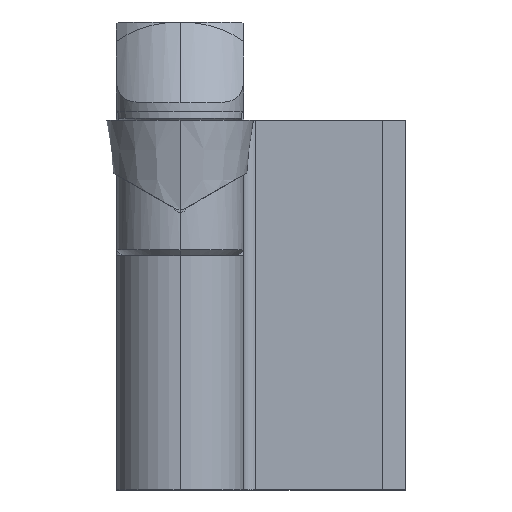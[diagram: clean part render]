
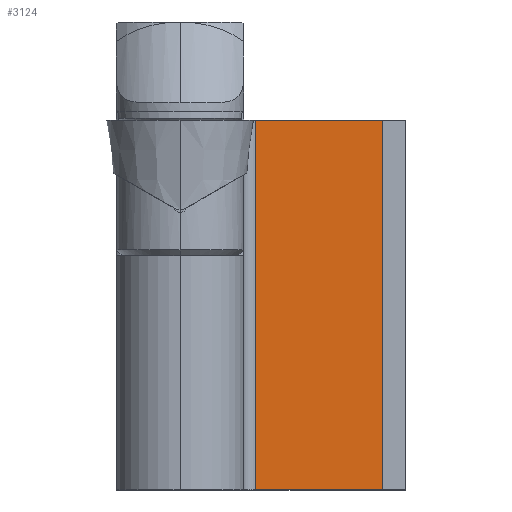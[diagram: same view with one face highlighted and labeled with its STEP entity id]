
A CAD part, left-side view. The second image highlights one B-rep face of the part: STEP entity #3124.
In plain terms, the highlighted planar face has unit normal (-1, 0, 0).
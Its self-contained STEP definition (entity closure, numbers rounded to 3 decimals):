
#26 = ORIENTED_EDGE ( 'NONE', *, *, #426, .T. ) ;
#217 = LINE ( 'NONE', #2043, #9222 ) ;
#415 = VERTEX_POINT ( 'NONE', #9044 ) ;
#426 = EDGE_CURVE ( 'NONE', #3556, #415, #8619, .T. ) ;
#561 = VECTOR ( 'NONE', #6286, 1000. ) ;
#1310 = AXIS2_PLACEMENT_3D ( 'NONE', #2538, #5354, #6142 ) ;
#1650 = VECTOR ( 'NONE', #9101, 1000. ) ;
#2043 = CARTESIAN_POINT ( 'NONE',  ( 38.5, 0.5, 219.478 ) ) ;
#2446 = LINE ( 'NONE', #6096, #561 ) ;
#2538 = CARTESIAN_POINT ( 'NONE',  ( 38.5, 0.5, 219.478 ) ) ;
#3124 = ADVANCED_FACE ( 'NONE', ( #6232 ), #3329, .T. ) ;
#3329 = PLANE ( 'NONE',  #1310 ) ;
#3455 = ORIENTED_EDGE ( 'NONE', *, *, #7824, .F. ) ;
#3483 = VERTEX_POINT ( 'NONE', #4075 ) ;
#3556 = VERTEX_POINT ( 'NONE', #5584 ) ;
#4075 = CARTESIAN_POINT ( 'NONE',  ( 38.5, 0.5, 0. ) ) ;
#4482 = ORIENTED_EDGE ( 'NONE', *, *, #4882, .T. ) ;
#4488 = ORIENTED_EDGE ( 'NONE', *, *, #4833, .F. ) ;
#4833 = EDGE_CURVE ( 'NONE', #5618, #415, #2446, .T. ) ;
#4841 = DIRECTION ( 'NONE',  ( 0., 0., -1. ) ) ;
#4882 = EDGE_CURVE ( 'NONE', #3483, #3556, #217, .T. ) ;
#4916 = EDGE_LOOP ( 'NONE', ( #26, #4488, #3455, #4482 ) ) ;
#4988 = LINE ( 'NONE', #7304, #6624 ) ;
#5354 = DIRECTION ( 'NONE',  ( -1., 0., 0. ) ) ;
#5584 = CARTESIAN_POINT ( 'NONE',  ( 38.5, 0.5, -32. ) ) ;
#5618 = VERTEX_POINT ( 'NONE', #6225 ) ;
#6096 = CARTESIAN_POINT ( 'NONE',  ( 38.5, -10.5, 219.478 ) ) ;
#6142 = DIRECTION ( 'NONE',  ( 0., 0., 1. ) ) ;
#6225 = CARTESIAN_POINT ( 'NONE',  ( 38.5, -10.5, 0. ) ) ;
#6232 = FACE_OUTER_BOUND ( 'NONE', #4916, .T. ) ;
#6286 = DIRECTION ( 'NONE',  ( 0., 0., -1. ) ) ;
#6624 = VECTOR ( 'NONE', #8753, 1000. ) ;
#7304 = CARTESIAN_POINT ( 'NONE',  ( 38.5, 0., 0. ) ) ;
#7824 = EDGE_CURVE ( 'NONE', #3483, #5618, #4988, .T. ) ;
#8317 = CARTESIAN_POINT ( 'NONE',  ( 38.5, 0., -32. ) ) ;
#8619 = LINE ( 'NONE', #8317, #1650 ) ;
#8753 = DIRECTION ( 'NONE',  ( 0., -1., 0. ) ) ;
#9044 = CARTESIAN_POINT ( 'NONE',  ( 38.5, -10.5, -32. ) ) ;
#9101 = DIRECTION ( 'NONE',  ( 0., -1., 0. ) ) ;
#9222 = VECTOR ( 'NONE', #4841, 1000. ) ;
